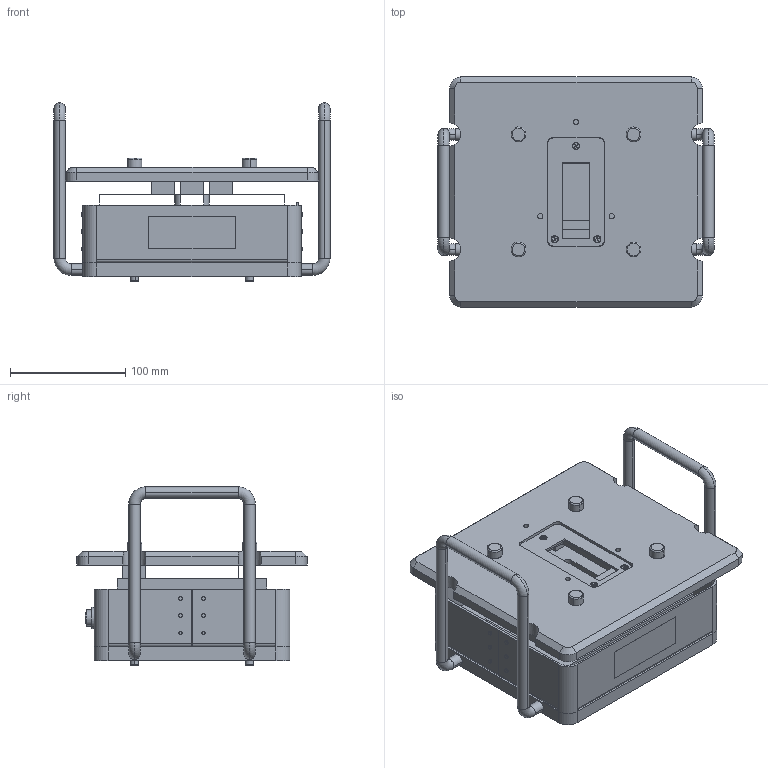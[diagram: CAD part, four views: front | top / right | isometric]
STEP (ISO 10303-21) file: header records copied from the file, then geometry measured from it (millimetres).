
FILE_DESCRIPTION (( 'STEP AP214' ), '1' );
FILE_NAME ('STM_VIB.STEP', '2017-08-21T06:29:59', ( 'Sidh Singh' ), ( '' ), 'SwSTEP 2.0', 'SolidWorks 2012', '' );
FILE_SCHEMA (( 'AUTOMOTIVE_DESIGN' ));
Length unit declared in the file: millimetre
Products named in the file (1): STM_VIB
Bounding box: 240 x 200 x 155 mm (x, y, z)
Surface area: 324830.3 mm2 (no closed solid volume)
Topology: 0 solids, 60 shells, 504 faces, 1619 edges, 1137 vertices
Faces by surface type: cylinder 253, plane 191, torus 38, cone 18, bspline 4
Entity records: 24569 total; most frequent: CARTESIAN_POINT 4291, DIRECTION 3340, ORIENTED_EDGE 2562, EDGE_CURVE 1611, AXIS2_PLACEMENT_3D 1286, VERTEX_POINT 1137, CIRCLE 785, LINE 768
